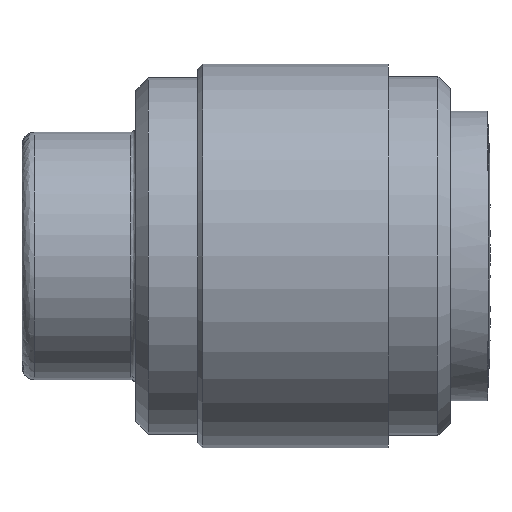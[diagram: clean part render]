
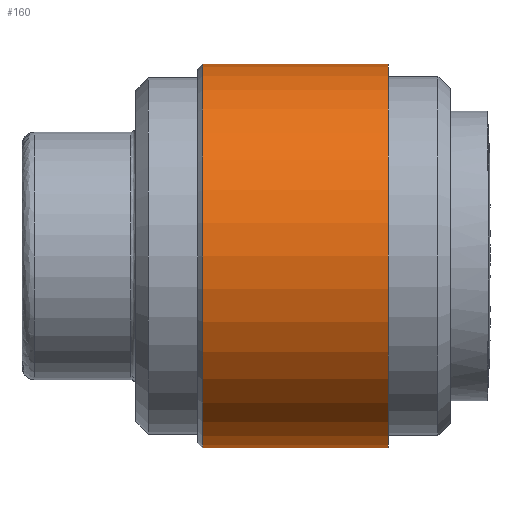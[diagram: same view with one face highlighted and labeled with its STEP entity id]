
A CAD part, front view. The second image highlights one B-rep face of the part: STEP entity #160.
In plain terms, the highlighted cylindrical face has radius 7.75 mm (diameter 15.5 mm), a partial arc.
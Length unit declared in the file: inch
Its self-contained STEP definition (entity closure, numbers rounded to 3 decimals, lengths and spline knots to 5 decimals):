
#7 = CARTESIAN_POINT ( 'NONE',  ( 0.43504, 0., -0.30512 ) ) ;
#100 = LINE ( 'NONE', #1311, #978 ) ;
#105 = VERTEX_POINT ( 'NONE', #634 ) ;
#110 = EDGE_CURVE ( 'NONE', #420, #105, #933, .T. ) ;
#160 = ADVANCED_FACE ( 'NONE', ( #508 ), #1084, .T. ) ;
#206 = CARTESIAN_POINT ( 'NONE',  ( 0.58268, 0., 0. ) ) ;
#315 = DIRECTION ( 'NONE',  ( 0., 0., -1. ) ) ;
#409 = DIRECTION ( 'NONE',  ( 0., 0., -1. ) ) ;
#412 = EDGE_CURVE ( 'NONE', #1122, #846, #569, .T. ) ;
#420 = VERTEX_POINT ( 'NONE', #1466 ) ;
#441 = ORIENTED_EDGE ( 'NONE', *, *, #926, .F. ) ;
#508 = FACE_OUTER_BOUND ( 'NONE', #1270, .T. ) ;
#525 = DIRECTION ( 'NONE',  ( 1., 0., 0. ) ) ;
#569 = CIRCLE ( 'NONE', #705, 0.30512 ) ;
#575 = ORIENTED_EDGE ( 'NONE', *, *, #412, .T. ) ;
#576 = CARTESIAN_POINT ( 'NONE',  ( 0.58268, 0., -0.30512 ) ) ;
#634 = CARTESIAN_POINT ( 'NONE',  ( 0.2874, 0., -0.30512 ) ) ;
#658 = ORIENTED_EDGE ( 'NONE', *, *, #1454, .T. ) ;
#661 = AXIS2_PLACEMENT_3D ( 'NONE', #1216, #525, #1328 ) ;
#705 = AXIS2_PLACEMENT_3D ( 'NONE', #206, #1010, #315 ) ;
#756 = CARTESIAN_POINT ( 'NONE',  ( 0.58268, 0., 0.30512 ) ) ;
#843 = VECTOR ( 'NONE', #937, 39.37008 ) ;
#846 = VERTEX_POINT ( 'NONE', #756 ) ;
#893 = AXIS2_PLACEMENT_3D ( 'NONE', #1441, #993, #409 ) ;
#926 = EDGE_CURVE ( 'NONE', #420, #846, #100, .T. ) ;
#933 = CIRCLE ( 'NONE', #661, 0.30512 ) ;
#937 = DIRECTION ( 'NONE',  ( 1., 0., 0. ) ) ;
#974 = DIRECTION ( 'NONE',  ( 1., 0., 0. ) ) ;
#978 = VECTOR ( 'NONE', #974, 39.37008 ) ;
#993 = DIRECTION ( 'NONE',  ( 1., 0., 0. ) ) ;
#1010 = DIRECTION ( 'NONE',  ( -1., 0., 0. ) ) ;
#1084 = CYLINDRICAL_SURFACE ( 'NONE', #893, 0.30512 ) ;
#1122 = VERTEX_POINT ( 'NONE', #576 ) ;
#1158 = LINE ( 'NONE', #7, #843 ) ;
#1216 = CARTESIAN_POINT ( 'NONE',  ( 0.2874, 0., 0. ) ) ;
#1270 = EDGE_LOOP ( 'NONE', ( #441, #1344, #658, #575 ) ) ;
#1311 = CARTESIAN_POINT ( 'NONE',  ( 0.43504, 0., 0.30512 ) ) ;
#1328 = DIRECTION ( 'NONE',  ( 0., 0., -1. ) ) ;
#1344 = ORIENTED_EDGE ( 'NONE', *, *, #110, .T. ) ;
#1441 = CARTESIAN_POINT ( 'NONE',  ( 0.43504, 0., 0. ) ) ;
#1454 = EDGE_CURVE ( 'NONE', #105, #1122, #1158, .T. ) ;
#1466 = CARTESIAN_POINT ( 'NONE',  ( 0.2874, 0., 0.30512 ) ) ;
